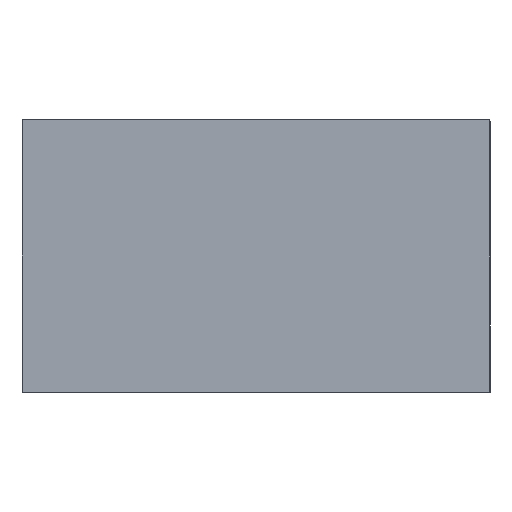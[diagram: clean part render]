
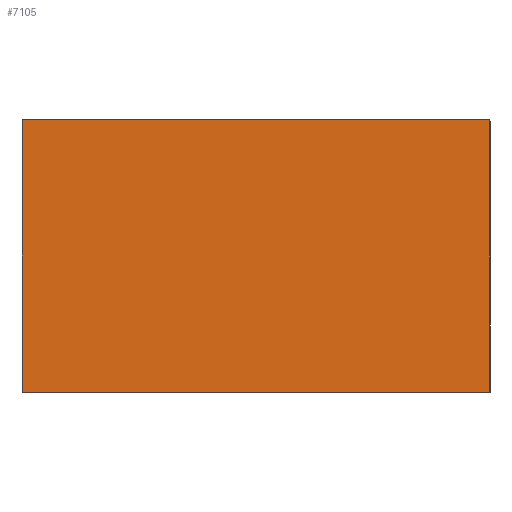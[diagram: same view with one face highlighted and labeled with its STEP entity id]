
A CAD part, front view. The second image highlights one B-rep face of the part: STEP entity #7105.
In plain terms, the highlighted planar face has unit normal (0, -1, 0).
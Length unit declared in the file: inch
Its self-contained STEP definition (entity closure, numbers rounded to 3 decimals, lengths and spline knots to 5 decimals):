
#958=PLANE('',#7550);
#1047=FACE_OUTER_BOUND('',#1449,.T.);
#1449=EDGE_LOOP('',(#4830,#4831,#4832,#4833));
#1877=LINE('',#8518,#2384);
#1878=LINE('',#8520,#2385);
#1879=LINE('',#8522,#2386);
#1880=LINE('',#8523,#2387);
#2384=VECTOR('',#7715,0.3937);
#2385=VECTOR('',#7716,0.3937);
#2386=VECTOR('',#7717,0.3937);
#2387=VECTOR('',#7718,0.3937);
#2929=VERTEX_POINT('',#8516);
#2930=VERTEX_POINT('',#8517);
#2931=VERTEX_POINT('',#8519);
#2932=VERTEX_POINT('',#8521);
#3691=EDGE_CURVE('',#2929,#2930,#1877,.T.);
#3692=EDGE_CURVE('',#2930,#2931,#1878,.T.);
#3693=EDGE_CURVE('',#2931,#2932,#1879,.T.);
#3694=EDGE_CURVE('',#2932,#2929,#1880,.T.);
#4830=ORIENTED_EDGE('',*,*,#3691,.T.);
#4831=ORIENTED_EDGE('',*,*,#3692,.T.);
#4832=ORIENTED_EDGE('',*,*,#3693,.T.);
#4833=ORIENTED_EDGE('',*,*,#3694,.T.);
#7105=ADVANCED_FACE('',(#1047),#958,.T.);
#7550=AXIS2_PLACEMENT_3D('',#8515,#7713,#7714);
#7713=DIRECTION('center_axis',(0.,-1.,0.));
#7714=DIRECTION('ref_axis',(0.,0.,-1.));
#7715=DIRECTION('',(1.,0.,0.));
#7716=DIRECTION('',(0.,0.,1.));
#7717=DIRECTION('',(-1.,0.,0.));
#7718=DIRECTION('',(0.,0.,-1.));
#8515=CARTESIAN_POINT('Origin',(3.6,-0.4,2.7));
#8516=CARTESIAN_POINT('',(-0.5,-0.4,0.));
#8517=CARTESIAN_POINT('',(5.,-0.4,0.));
#8518=CARTESIAN_POINT('',(3.6,-0.4,0.));
#8519=CARTESIAN_POINT('',(5.,-0.4,3.2));
#8520=CARTESIAN_POINT('',(5.,-0.4,2.7));
#8521=CARTESIAN_POINT('',(-0.5,-0.4,3.2));
#8522=CARTESIAN_POINT('',(0.,-0.4,3.2));
#8523=CARTESIAN_POINT('',(-0.5,-0.4,0.));
